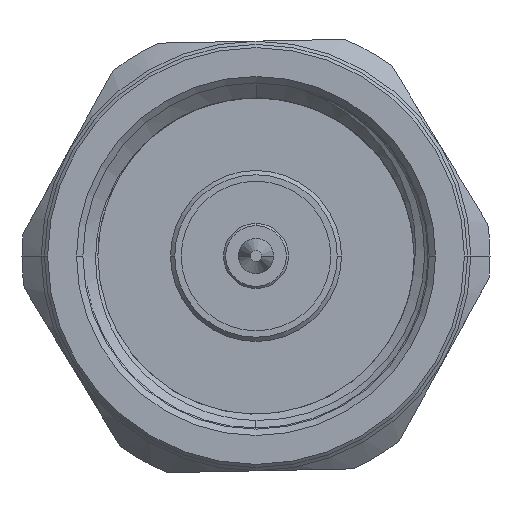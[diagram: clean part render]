
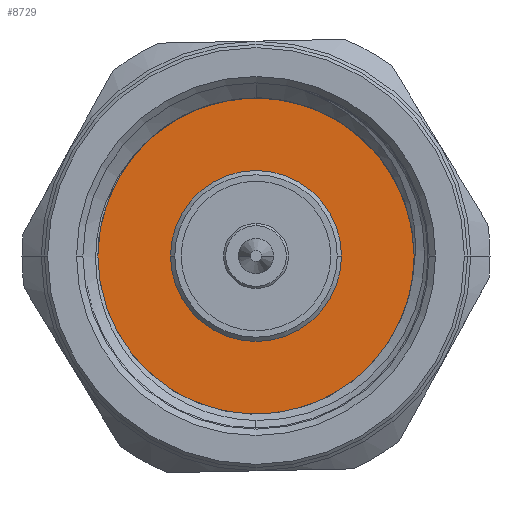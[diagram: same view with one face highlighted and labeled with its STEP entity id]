
A CAD part, left-side view. The second image highlights one B-rep face of the part: STEP entity #8729.
In plain terms, the highlighted face is planar.
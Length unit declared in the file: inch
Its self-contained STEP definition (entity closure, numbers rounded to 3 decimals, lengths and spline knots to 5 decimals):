
#5 = ORIENTED_EDGE ( 'NONE', *, *, #994, .T. ) ;
#637 = EDGE_LOOP ( 'NONE', ( #2561, #5 ) ) ;
#994 = EDGE_CURVE ( 'NONE', #8319, #1814, #6293, .T. ) ;
#1539 = CARTESIAN_POINT ( 'NONE',  ( 0., -0.36417, -0.30315 ) ) ;
#1725 = DIRECTION ( 'NONE',  ( 0., 0., -1. ) ) ;
#1814 = VERTEX_POINT ( 'NONE', #2093 ) ;
#1956 = FACE_OUTER_BOUND ( 'NONE', #3778, .T. ) ;
#2093 = CARTESIAN_POINT ( 'NONE',  ( 0., -0.36417, -0.15748 ) ) ;
#2428 = DIRECTION ( 'NONE',  ( 0., 0., -1. ) ) ;
#2561 = ORIENTED_EDGE ( 'NONE', *, *, #7134, .T. ) ;
#2622 = DIRECTION ( 'NONE',  ( 0., 0., -1. ) ) ;
#2875 = ORIENTED_EDGE ( 'NONE', *, *, #8063, .F. ) ;
#3094 = DIRECTION ( 'NONE',  ( 0., -1., 0. ) ) ;
#3099 = CARTESIAN_POINT ( 'NONE',  ( 0., -0.36417, 0. ) ) ;
#3148 = AXIS2_PLACEMENT_3D ( 'NONE', #8610, #8422, #2428 ) ;
#3156 = VERTEX_POINT ( 'NONE', #1539 ) ;
#3778 = EDGE_LOOP ( 'NONE', ( #4146, #2875 ) ) ;
#4146 = ORIENTED_EDGE ( 'NONE', *, *, #5438, .F. ) ;
#4445 = DIRECTION ( 'NONE',  ( 0., 0., -1. ) ) ;
#4872 = CARTESIAN_POINT ( 'NONE',  ( 0., -0.36417, 0.30315 ) ) ;
#5062 = CIRCLE ( 'NONE', #6215, 0.30315 ) ;
#5070 = CARTESIAN_POINT ( 'NONE',  ( 0., -0.36417, 0. ) ) ;
#5236 = CARTESIAN_POINT ( 'NONE',  ( 0., -0.36417, 0. ) ) ;
#5401 = DIRECTION ( 'NONE',  ( 0., 1., 0. ) ) ;
#5438 = EDGE_CURVE ( 'NONE', #3156, #7442, #5062, .T. ) ;
#5489 = DIRECTION ( 'NONE',  ( 1., 0., 0. ) ) ;
#5693 = FACE_BOUND ( 'NONE', #637, .T. ) ;
#5869 = AXIS2_PLACEMENT_3D ( 'NONE', #3099, #7864, #4445 ) ;
#6215 = AXIS2_PLACEMENT_3D ( 'NONE', #5236, #7938, #2622 ) ;
#6216 = CARTESIAN_POINT ( 'NONE',  ( 0., -0.36417, 0.15748 ) ) ;
#6291 = AXIS2_PLACEMENT_3D ( 'NONE', #7476, #5401, #5489 ) ;
#6293 = CIRCLE ( 'NONE', #5869, 0.15748 ) ;
#6367 = PLANE ( 'NONE',  #6291 ) ;
#6594 = CIRCLE ( 'NONE', #3148, 0.30315 ) ;
#7134 = EDGE_CURVE ( 'NONE', #1814, #8319, #8138, .T. ) ;
#7442 = VERTEX_POINT ( 'NONE', #4872 ) ;
#7476 = CARTESIAN_POINT ( 'NONE',  ( 0., -0.36417, 0. ) ) ;
#7864 = DIRECTION ( 'NONE',  ( 0., -1., 0. ) ) ;
#7938 = DIRECTION ( 'NONE',  ( 0., -1., 0. ) ) ;
#8063 = EDGE_CURVE ( 'NONE', #7442, #3156, #6594, .T. ) ;
#8138 = CIRCLE ( 'NONE', #8870, 0.15748 ) ;
#8319 = VERTEX_POINT ( 'NONE', #6216 ) ;
#8422 = DIRECTION ( 'NONE',  ( 0., -1., 0. ) ) ;
#8610 = CARTESIAN_POINT ( 'NONE',  ( 0., -0.36417, 0. ) ) ;
#8729 = ADVANCED_FACE ( 'NONE', ( #1956, #5693 ), #6367, .T. ) ;
#8870 = AXIS2_PLACEMENT_3D ( 'NONE', #5070, #3094, #1725 ) ;
